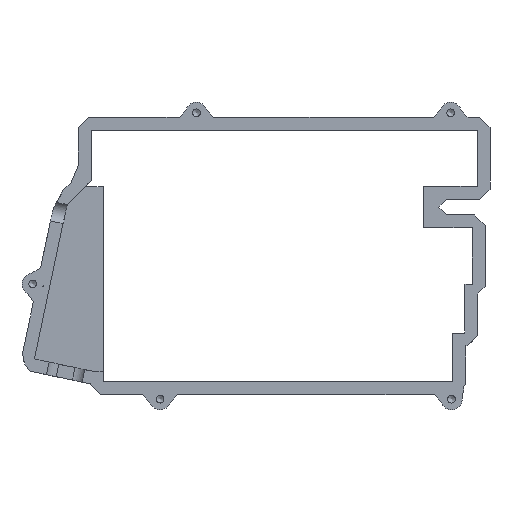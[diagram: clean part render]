
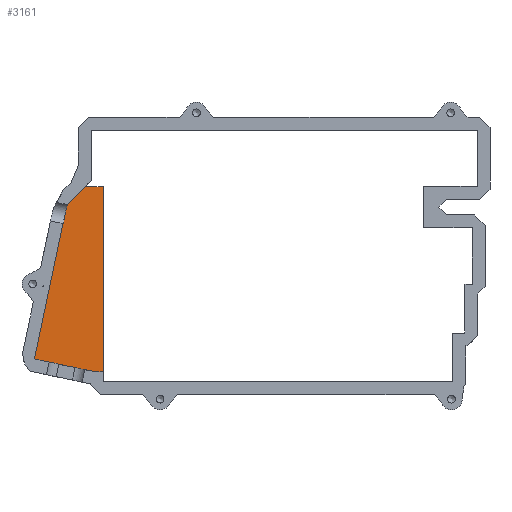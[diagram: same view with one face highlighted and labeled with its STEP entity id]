
A CAD part, front view. The second image highlights one B-rep face of the part: STEP entity #3161.
In plain terms, the highlighted planar face has unit normal (0, -1, 0).
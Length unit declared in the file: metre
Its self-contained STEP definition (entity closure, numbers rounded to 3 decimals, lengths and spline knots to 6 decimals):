
#157=LINE('',#4529,#554);
#160=LINE('',#4537,#557);
#162=LINE('',#4543,#559);
#164=LINE('',#4549,#561);
#166=LINE('',#4554,#563);
#167=LINE('',#4556,#564);
#169=LINE('',#4560,#566);
#171=LINE('',#4564,#568);
#173=LINE('',#4568,#570);
#175=LINE('',#4572,#572);
#177=LINE('',#4576,#574);
#183=LINE('',#4595,#580);
#184=LINE('',#4597,#581);
#186=LINE('',#4601,#583);
#188=LINE('',#4606,#585);
#240=LINE('',#4709,#637);
#394=LINE('',#5052,#791);
#554=VECTOR('',#3611,1.);
#557=VECTOR('',#3618,1.);
#559=VECTOR('',#3624,1.);
#561=VECTOR('',#3630,1.);
#563=VECTOR('',#3636,1.);
#564=VECTOR('',#3639,1.);
#566=VECTOR('',#3643,1.);
#568=VECTOR('',#3647,1.);
#570=VECTOR('',#3651,1.);
#572=VECTOR('',#3655,1.);
#574=VECTOR('',#3659,1.);
#580=VECTOR('',#3675,1.);
#581=VECTOR('',#3678,1.);
#583=VECTOR('',#3682,1.);
#585=VECTOR('',#3688,1.);
#637=VECTOR('',#3770,1.);
#791=VECTOR('',#4054,1.);
#1397=ORIENTED_EDGE('',*,*,#1913,.T.);
#1398=ORIENTED_EDGE('',*,*,#1873,.T.);
#1399=ORIENTED_EDGE('',*,*,#1877,.T.);
#1400=ORIENTED_EDGE('',*,*,#1880,.T.);
#1401=ORIENTED_EDGE('',*,*,#1883,.T.);
#1402=ORIENTED_EDGE('',*,*,#1886,.T.);
#1403=ORIENTED_EDGE('',*,*,#1887,.T.);
#1404=ORIENTED_EDGE('',*,*,#1889,.T.);
#1405=ORIENTED_EDGE('',*,*,#1891,.T.);
#1406=ORIENTED_EDGE('',*,*,#1893,.T.);
#1407=ORIENTED_EDGE('',*,*,#1895,.T.);
#1408=ORIENTED_EDGE('',*,*,#1897,.T.);
#1409=ORIENTED_EDGE('',*,*,#1907,.T.);
#1410=ORIENTED_EDGE('',*,*,#1908,.T.);
#1411=ORIENTED_EDGE('',*,*,#1910,.T.);
#1412=ORIENTED_EDGE('',*,*,#1965,.T.);
#1413=ORIENTED_EDGE('',*,*,#2137,.T.);
#1873=EDGE_CURVE('',#2326,#2325,#157,.T.);
#1877=EDGE_CURVE('',#2325,#2328,#160,.T.);
#1880=EDGE_CURVE('',#2328,#2330,#162,.T.);
#1883=EDGE_CURVE('',#2330,#2332,#164,.T.);
#1886=EDGE_CURVE('',#2332,#2333,#166,.T.);
#1887=EDGE_CURVE('',#2333,#2334,#167,.T.);
#1889=EDGE_CURVE('',#2334,#2335,#169,.T.);
#1891=EDGE_CURVE('',#2335,#2336,#171,.T.);
#1893=EDGE_CURVE('',#2336,#2337,#173,.T.);
#1895=EDGE_CURVE('',#2337,#2338,#175,.T.);
#1897=EDGE_CURVE('',#2338,#2339,#177,.T.);
#1907=EDGE_CURVE('',#2339,#2346,#183,.T.);
#1908=EDGE_CURVE('',#2346,#2347,#184,.T.);
#1910=EDGE_CURVE('',#2347,#2348,#186,.T.);
#1913=EDGE_CURVE('',#2349,#2326,#188,.T.);
#1965=EDGE_CURVE('',#2348,#2384,#240,.T.);
#2137=EDGE_CURVE('',#2384,#2349,#394,.T.);
#2325=VERTEX_POINT('',#4528);
#2326=VERTEX_POINT('',#4530);
#2328=VERTEX_POINT('',#4536);
#2330=VERTEX_POINT('',#4542);
#2332=VERTEX_POINT('',#4548);
#2333=VERTEX_POINT('',#4553);
#2334=VERTEX_POINT('',#4557);
#2335=VERTEX_POINT('',#4561);
#2336=VERTEX_POINT('',#4565);
#2337=VERTEX_POINT('',#4569);
#2338=VERTEX_POINT('',#4573);
#2339=VERTEX_POINT('',#4577);
#2346=VERTEX_POINT('',#4594);
#2347=VERTEX_POINT('',#4598);
#2348=VERTEX_POINT('',#4602);
#2349=VERTEX_POINT('',#4607);
#2384=VERTEX_POINT('',#4708);
#2642=EDGE_LOOP('',(#1397,#1398,#1399,#1400,#1401,#1402,#1403,#1404,#1405,
#1406,#1407,#1408,#1409,#1410,#1411,#1412,#1413));
#2829=FACE_BOUND('',#2642,.T.);
#3007=PLANE('',#3389);
#3161=ADVANCED_FACE('',(#2829),#3007,.F.);
#3389=AXIS2_PLACEMENT_3D('',#5055,#4058,#4059);
#3611=DIRECTION('',(-0.707,0.,-0.707));
#3618=DIRECTION('',(-0.219,0.,-0.976));
#3624=DIRECTION('',(-0.219,0.,-0.976));
#3630=DIRECTION('',(-0.224,0.,-0.975));
#3636=DIRECTION('',(-0.225,0.,-0.974));
#3639=DIRECTION('',(-0.227,0.,-0.974));
#3643=DIRECTION('',(-0.206,0.,-0.979));
#3647=DIRECTION('',(-0.207,0.,-0.978));
#3651=DIRECTION('',(0.976,0.,-0.217));
#3655=DIRECTION('',(0.976,0.,-0.216));
#3659=DIRECTION('',(0.979,0.,-0.206));
#3675=DIRECTION('',(0.978,0.,-0.207));
#3678=DIRECTION('',(0.978,0.,-0.207));
#3682=DIRECTION('',(1.,0.,0.));
#3688=DIRECTION('',(-0.707,0.,-0.707));
#3770=DIRECTION('',(0.,0.,1.));
#4054=DIRECTION('',(-1.,0.,0.));
#4058=DIRECTION('',(0.,1.,0.));
#4059=DIRECTION('',(1.,0.,0.));
#4528=CARTESIAN_POINT('',(0.232123,0.0105,0.096252));
#4529=CARTESIAN_POINT('',(0.232274,0.0105,0.096403));
#4530=CARTESIAN_POINT('',(0.232425,0.0105,0.096553));
#4536=CARTESIAN_POINT('',(0.23203,0.0105,0.095836));
#4537=CARTESIAN_POINT('',(0.232077,0.0105,0.096044));
#4542=CARTESIAN_POINT('',(0.230579,0.0105,0.089371));
#4543=CARTESIAN_POINT('',(0.231304,0.0105,0.092604));
#4548=CARTESIAN_POINT('',(0.230572,0.0105,0.089341));
#4549=CARTESIAN_POINT('',(0.230575,0.0105,0.089356));
#4553=CARTESIAN_POINT('',(0.230179,0.0105,0.08764));
#4554=CARTESIAN_POINT('',(0.230375,0.0105,0.088491));
#4556=CARTESIAN_POINT('',(0.230178,0.0105,0.087634));
#4557=CARTESIAN_POINT('',(0.230176,0.0105,0.087628));
#4560=CARTESIAN_POINT('',(0.230175,0.0105,0.087622));
#4561=CARTESIAN_POINT('',(0.230174,0.0105,0.087617));
#4564=CARTESIAN_POINT('',(0.224732,0.0105,0.061836));
#4565=CARTESIAN_POINT('',(0.21929,0.0105,0.036055));
#4568=CARTESIAN_POINT('',(0.220597,0.0105,0.035765));
#4569=CARTESIAN_POINT('',(0.221903,0.0105,0.035475));
#4572=CARTESIAN_POINT('',(0.221904,0.0105,0.035475));
#4573=CARTESIAN_POINT('',(0.221905,0.0105,0.035474));
#4576=CARTESIAN_POINT('',(0.221909,0.0105,0.035474));
#4577=CARTESIAN_POINT('',(0.221913,0.0105,0.035473));
#4594=CARTESIAN_POINT('',(0.242552,0.0105,0.031107));
#4595=CARTESIAN_POINT('',(0.232233,0.0105,0.03329));
#4597=CARTESIAN_POINT('',(0.242627,0.0105,0.031091));
#4598=CARTESIAN_POINT('',(0.242702,0.0105,0.031075));
#4601=CARTESIAN_POINT('',(0.244426,0.0105,0.031075));
#4602=CARTESIAN_POINT('',(0.24615,0.0105,0.031075));
#4606=CARTESIAN_POINT('',(0.235779,0.0105,0.099908));
#4607=CARTESIAN_POINT('',(0.239134,0.0105,0.103263));
#4708=CARTESIAN_POINT('',(0.24615,0.0105,0.103263));
#4709=CARTESIAN_POINT('',(0.24615,0.0105,0.067169));
#5052=CARTESIAN_POINT('',(0.242642,0.0105,0.103263));
#5055=CARTESIAN_POINT('',(0.305169,0.0105,0.0762));
